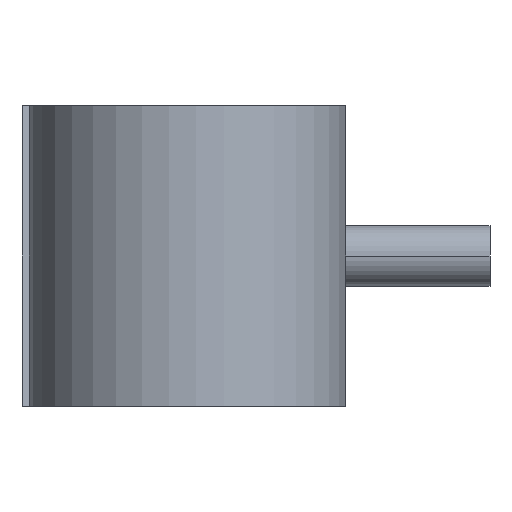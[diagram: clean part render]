
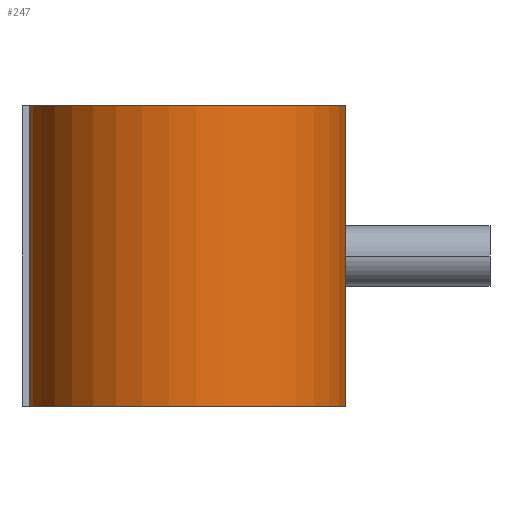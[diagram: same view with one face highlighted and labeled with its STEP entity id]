
A CAD part, front view. The second image highlights one B-rep face of the part: STEP entity #247.
In plain terms, the highlighted cylindrical face has radius 84.267 mm (diameter 168.533 mm), a partial arc.
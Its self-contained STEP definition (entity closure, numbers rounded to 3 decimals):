
#247 = ADVANCED_FACE( '', ( #678 ), #679, .T. );
#277 = EDGE_CURVE( '', #507, #435, #713, .T. );
#323 = EDGE_CURVE( '', #435, #629, #763, .T. );
#359 = VERTEX_POINT( '', #804 );
#405 = EDGE_CURVE( '', #507, #359, #855, .T. );
#435 = VERTEX_POINT( '', #887 );
#507 = VERTEX_POINT( '', #965 );
#525 = EDGE_CURVE( '', #629, #359, #984, .T. );
#629 = VERTEX_POINT( '', #1104 );
#678 = FACE_OUTER_BOUND( '', #1145, .T. );
#679 = CYLINDRICAL_SURFACE( '', #1146, 84.267 );
#713 = LINE( '', #1207, #1208 );
#763 = CIRCLE( '', #1278, 84.267 );
#804 = CARTESIAN_POINT( '', ( 84.13, 4.8, 80. ) );
#855 = CIRCLE( '', #1489, 84.267 );
#887 = CARTESIAN_POINT( '', ( -84.13, -4.8, -80. ) );
#965 = CARTESIAN_POINT( '', ( -84.13, -4.8, 80. ) );
#984 = LINE( '', #1778, #1779 );
#1104 = CARTESIAN_POINT( '', ( 84.13, 4.8, -80. ) );
#1145 = EDGE_LOOP( '', ( #2143, #2144, #2145, #2146 ) );
#1146 = AXIS2_PLACEMENT_3D( '', #2147, #2148, #2149 );
#1207 = CARTESIAN_POINT( '', ( -84.13, -4.8, 80. ) );
#1208 = VECTOR( '', #2196, 1. );
#1278 = AXIS2_PLACEMENT_3D( '', #2238, #2239, #2240 );
#1489 = AXIS2_PLACEMENT_3D( '', #2362, #2363, #2364 );
#1778 = CARTESIAN_POINT( '', ( 84.13, 4.8, 80. ) );
#1779 = VECTOR( '', #2502, 1. );
#2143 = ORIENTED_EDGE( '', *, *, #525, .T. );
#2144 = ORIENTED_EDGE( '', *, *, #405, .F. );
#2145 = ORIENTED_EDGE( '', *, *, #277, .T. );
#2146 = ORIENTED_EDGE( '', *, *, #323, .T. );
#2147 = CARTESIAN_POINT( '', ( 0., 0., 80. ) );
#2148 = DIRECTION( '', ( 0., 0., 1. ) );
#2149 = DIRECTION( '', ( -0.998, -0.057, 0. ) );
#2196 = DIRECTION( '', ( 0., 0., -1. ) );
#2238 = CARTESIAN_POINT( '', ( 0., 0., -80. ) );
#2239 = DIRECTION( '', ( 0., 0., 1. ) );
#2240 = DIRECTION( '', ( -0.998, -0.057, 0. ) );
#2362 = CARTESIAN_POINT( '', ( 0., 0., 80. ) );
#2363 = DIRECTION( '', ( 0., 0., 1. ) );
#2364 = DIRECTION( '', ( -0.998, -0.057, 0. ) );
#2502 = DIRECTION( '', ( 0., 0., 1. ) );
